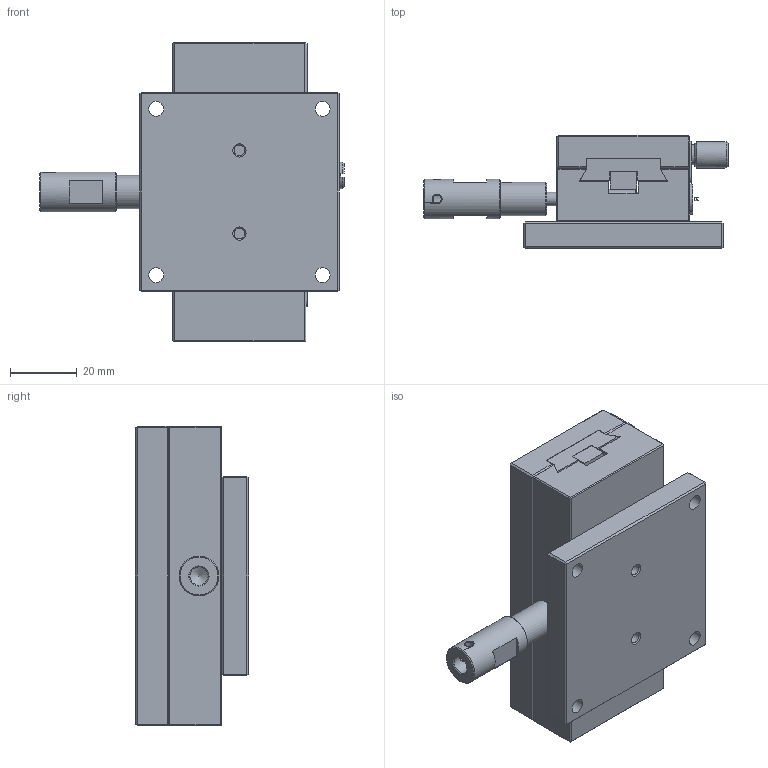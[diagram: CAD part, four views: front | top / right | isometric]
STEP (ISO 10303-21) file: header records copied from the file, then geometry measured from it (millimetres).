
FILE_DESCRIPTION (( 'STEP AP203' ), '1' );
FILE_NAME ('528717.STEP', '2024-10-12T02:44:40', ( 'Windows User' ), ( 'P R C' ), 'SwSTEP 2.0', 'SolidWorks 2020', '' );
FILE_SCHEMA (( 'CONFIG_CONTROL_DESIGN' ));
Length unit declared in the file: millimetre
Products named in the file (1): 528717
Bounding box: 91.5 x 34 x 90 mm (x, y, z)
Surface area: 46875.6 mm2 (no closed solid volume)
Topology: 0 solids, 7 shells, 319 faces, 705 edges, 450 vertices
Faces by surface type: plane 183, cylinder 72, cone 61, torus 2, bspline 1
Full cylindrical faces by diameter (mm): 1.567 x2, 2.013 x5, 2.2 x2, 2.459 x4, 2.8 x5, 3 x1, 3.242 x12, 3.5 x1, 4 x3, 4.2 x2, 4.5 x4, 5 x5, 5.5 x1, 5.83 x1, 6 x3, 6.5 x1, 7 x1, 8 x8, 9 x1, 9.2 x1, 10 x1, 12 x1
Entity records: 8538 total; most frequent: CARTESIAN_POINT 1977, DIRECTION 1372, ORIENTED_EDGE 1084, EDGE_CURVE 543, AXIS2_PLACEMENT_3D 532, EDGE_LOOP 522, VERTEX_POINT 412, FACE_OUTER_BOUND 384
